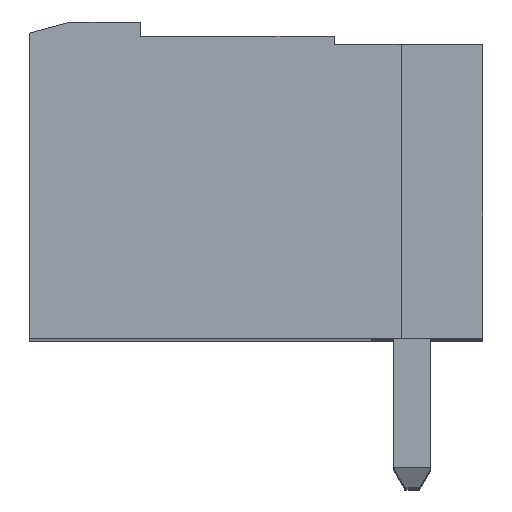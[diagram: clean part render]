
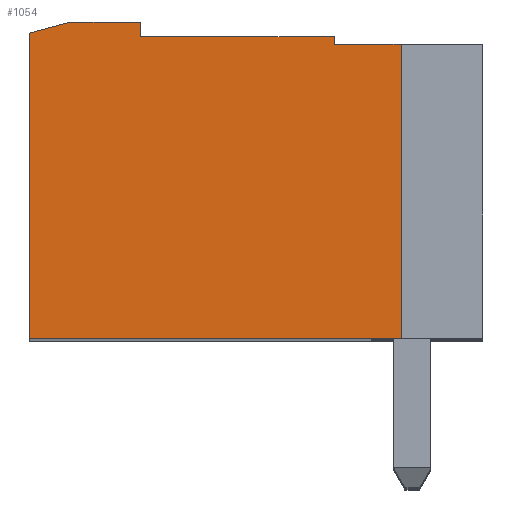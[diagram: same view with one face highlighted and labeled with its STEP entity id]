
A CAD part, top view. The second image highlights one B-rep face of the part: STEP entity #1054.
In plain terms, the highlighted planar face has unit normal (0, 0, 1).
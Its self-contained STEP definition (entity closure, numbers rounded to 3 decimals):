
#1054 = ADVANCED_FACE( '', ( #2268 ), #2269, .T. );
#2268 = FACE_OUTER_BOUND( '', #3621, .T. );
#2269 = PLANE( '', #3622 );
#3621 = EDGE_LOOP( '', ( #6764, #6765, #6766, #6767, #6768, #6769, #6770, #6771, #6772 ) );
#3622 = AXIS2_PLACEMENT_3D( '', #6773, #6774, #6775 );
#6764 = ORIENTED_EDGE( '', *, *, #8006, .T. );
#6765 = ORIENTED_EDGE( '', *, *, #8443, .F. );
#6766 = ORIENTED_EDGE( '', *, *, #7987, .F. );
#6767 = ORIENTED_EDGE( '', *, *, #8985, .F. );
#6768 = ORIENTED_EDGE( '', *, *, #9284, .F. );
#6769 = ORIENTED_EDGE( '', *, *, #9285, .F. );
#6770 = ORIENTED_EDGE( '', *, *, #9286, .F. );
#6771 = ORIENTED_EDGE( '', *, *, #9287, .F. );
#6772 = ORIENTED_EDGE( '', *, *, #8107, .F. );
#6773 = CARTESIAN_POINT( '', ( 204.225, 204.11, 41.64 ) );
#6774 = DIRECTION( '', ( 0., 0., 1. ) );
#6775 = DIRECTION( '', ( 1., 0., 0. ) );
#7987 = EDGE_CURVE( '', #9532, #9527, #9534, .T. );
#8006 = EDGE_CURVE( '', #9568, #9566, #9569, .T. );
#8107 = EDGE_CURVE( '', #9568, #9617, #9762, .T. );
#8443 = EDGE_CURVE( '', #9527, #9566, #10328, .T. );
#8985 = EDGE_CURVE( '', #11140, #9532, #11142, .T. );
#9284 = EDGE_CURVE( '', #11523, #11140, #11524, .T. );
#9285 = EDGE_CURVE( '', #11525, #11523, #11526, .T. );
#9286 = EDGE_CURVE( '', #11527, #11525, #11528, .T. );
#9287 = EDGE_CURVE( '', #9617, #11527, #11529, .T. );
#9527 = VERTEX_POINT( '', #11788 );
#9532 = VERTEX_POINT( '', #11795 );
#9534 = LINE( '', #11798, #11799 );
#9566 = VERTEX_POINT( '', #11844 );
#9568 = VERTEX_POINT( '', #11847 );
#9569 = LINE( '', #11848, #11849 );
#9617 = VERTEX_POINT( '', #11916 );
#9762 = LINE( '', #12134, #12135 );
#10328 = LINE( '', #12955, #12956 );
#11140 = VERTEX_POINT( '', #14184 );
#11142 = LINE( '', #14187, #14188 );
#11523 = VERTEX_POINT( '', #14770 );
#11524 = LINE( '', #14771, #14772 );
#11525 = VERTEX_POINT( '', #14773 );
#11526 = LINE( '', #14774, #14775 );
#11527 = VERTEX_POINT( '', #14776 );
#11528 = LINE( '', #14777, #14778 );
#11529 = LINE( '', #14779, #14780 );
#11788 = CARTESIAN_POINT( '', ( 202.425, 204.11, 41.64 ) );
#11795 = CARTESIAN_POINT( '', ( 202.425, 204.31, 41.64 ) );
#11798 = CARTESIAN_POINT( '', ( 202.425, 204.11, 41.64 ) );
#11799 = VECTOR( '', #15126, 1000. );
#11844 = CARTESIAN_POINT( '', ( 204.225, 204.11, 41.64 ) );
#11847 = CARTESIAN_POINT( '', ( 204.225, 196.21, 41.64 ) );
#11848 = CARTESIAN_POINT( '', ( 204.225, 204.11, 41.64 ) );
#11849 = VECTOR( '', #15141, 1000. );
#11916 = CARTESIAN_POINT( '', ( 194.225, 196.21, 41.64 ) );
#12134 = CARTESIAN_POINT( '', ( 194.225, 196.21, 41.64 ) );
#12135 = VECTOR( '', #15240, 1000. );
#12955 = CARTESIAN_POINT( '', ( 204.225, 204.11, 41.64 ) );
#12956 = VECTOR( '', #15531, 1000. );
#14184 = CARTESIAN_POINT( '', ( 197.225, 204.31, 41.64 ) );
#14187 = CARTESIAN_POINT( '', ( 202.425, 204.31, 41.64 ) );
#14188 = VECTOR( '', #15973, 1000. );
#14770 = CARTESIAN_POINT( '', ( 197.225, 204.71, 41.64 ) );
#14771 = CARTESIAN_POINT( '', ( 197.225, 204.31, 41.64 ) );
#14772 = VECTOR( '', #16208, 1000. );
#14773 = CARTESIAN_POINT( '', ( 195.345, 204.71, 41.64 ) );
#14774 = CARTESIAN_POINT( '', ( 197.225, 204.71, 41.64 ) );
#14775 = VECTOR( '', #16209, 1000. );
#14776 = CARTESIAN_POINT( '', ( 194.225, 204.41, 41.64 ) );
#14777 = CARTESIAN_POINT( '', ( 195.345, 204.71, 41.64 ) );
#14778 = VECTOR( '', #16210, 1000. );
#14779 = CARTESIAN_POINT( '', ( 194.225, 204.41, 41.64 ) );
#14780 = VECTOR( '', #16211, 1000. );
#15126 = DIRECTION( '', ( 0., -1., 0. ) );
#15141 = DIRECTION( '', ( 0., 1., 0. ) );
#15240 = DIRECTION( '', ( -1., 0., 0. ) );
#15531 = DIRECTION( '', ( 1., 0., 0. ) );
#15973 = DIRECTION( '', ( 1., 0., 0. ) );
#16208 = DIRECTION( '', ( 0., -1., 0. ) );
#16209 = DIRECTION( '', ( 1., 0., 0. ) );
#16210 = DIRECTION( '', ( 0.966, 0.259, 0. ) );
#16211 = DIRECTION( '', ( 0., 1., 0. ) );
